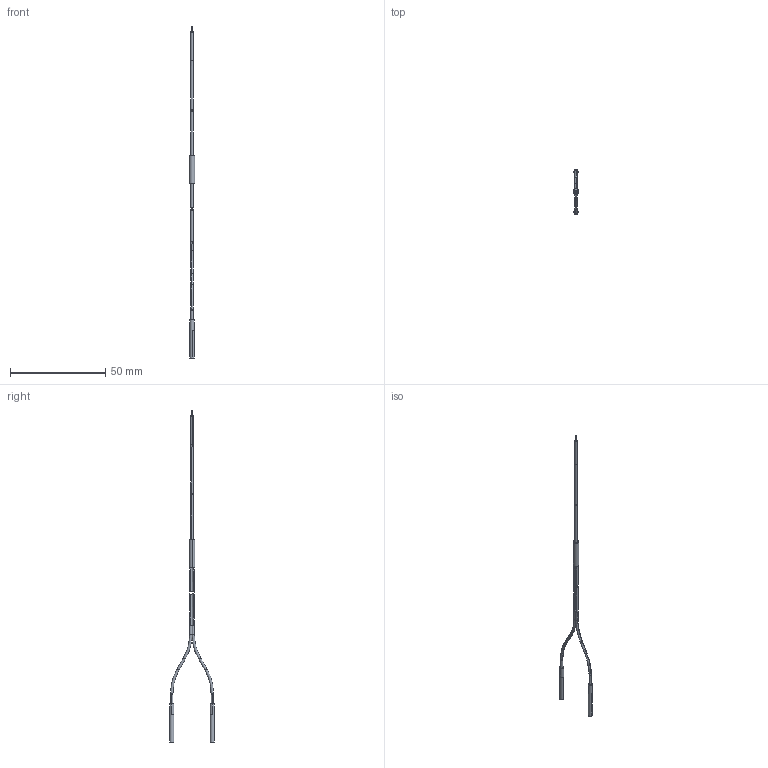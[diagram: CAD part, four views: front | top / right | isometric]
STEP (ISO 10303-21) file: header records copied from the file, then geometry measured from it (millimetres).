
FILE_DESCRIPTION((''),'2;1');
FILE_NAME('194373_ASM','2016-03-24T',('PDMAdmin'),(''),'PRO/ENGINEER BY PARAMETRIC TECHNOLOGY CORPORATION, 2013230','PRO/ENGINEER BY PARAMETRIC TECHNOLOGY CORPORATION, 2013230','');
FILE_SCHEMA(('CONFIG_CONTROL_DESIGN'));
Length unit declared in the file: millimetre
Products named in the file (3): 97798_AF0; 97798_ASM; 194373_ASM
Assembly tree (2 placements, depth 3):
  194373_ASM
    97798_ASM
      97798_AF0
Bounding box: 3 x 23.46 x 174.42 mm (x, y, z)
Volume: 549.1 mm3; surface area: 1326.4 mm2
Topology: 4 solids, 4 shells, 75 faces, 173 edges, 114 vertices
Faces by surface type: cylinder 44, plane 15, torus 8, extrusion 6, cone 2
Entity records: 2508 total; most frequent: CARTESIAN_POINT 651, DIRECTION 410, ORIENTED_EDGE 346, AXIS2_PLACEMENT_3D 175, EDGE_CURVE 173, VERTEX_POINT 114, CIRCLE 100, EDGE_LOOP 83
